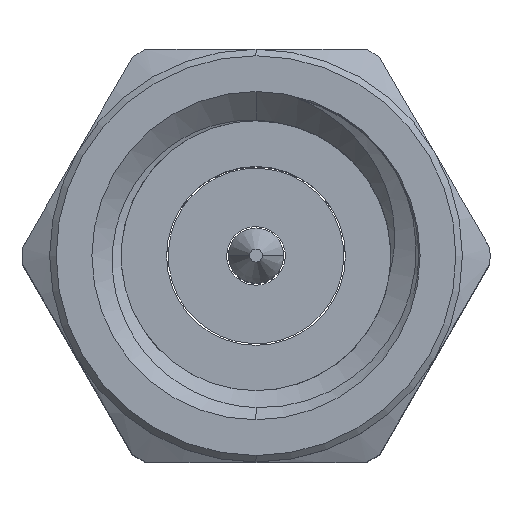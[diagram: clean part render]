
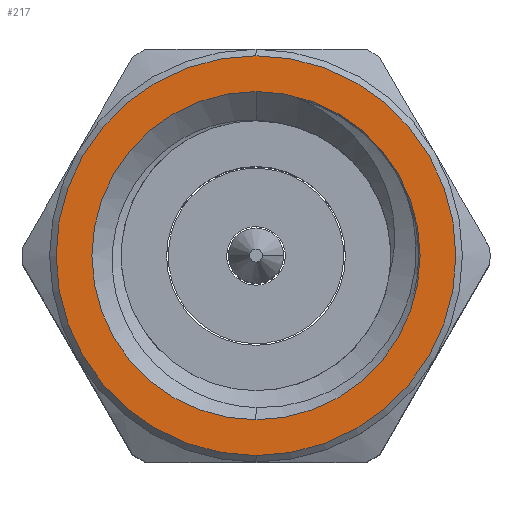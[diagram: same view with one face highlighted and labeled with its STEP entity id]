
A CAD part, top view. The second image highlights one B-rep face of the part: STEP entity #217.
In plain terms, the highlighted planar face has unit normal (0, 0, 1).
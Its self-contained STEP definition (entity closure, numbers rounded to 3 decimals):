
#11 = CARTESIAN_POINT ( 'NONE',  ( 0., -2.525, 12.38 ) ) ;
#150 = PLANE ( 'NONE',  #1705 ) ;
#176 = CARTESIAN_POINT ( 'NONE',  ( 0., 3.075, 12.38 ) ) ;
#201 = DIRECTION ( 'NONE',  ( 0., -1., 0. ) ) ;
#217 = ADVANCED_FACE ( 'NONE', ( #2600, #808 ), #150, .F. ) ;
#399 = AXIS2_PLACEMENT_3D ( 'NONE', #2779, #2359, #1697 ) ;
#405 = AXIS2_PLACEMENT_3D ( 'NONE', #449, #1322, #1480 ) ;
#449 = CARTESIAN_POINT ( 'NONE',  ( 0., 0., 12.38 ) ) ;
#634 = CARTESIAN_POINT ( 'NONE',  ( -3.6, 0., 12.38 ) ) ;
#707 = ORIENTED_EDGE ( 'NONE', *, *, #1181, .F. ) ;
#764 = CARTESIAN_POINT ( 'NONE',  ( 0., -3.075, 12.38 ) ) ;
#786 = ORIENTED_EDGE ( 'NONE', *, *, #2224, .T. ) ;
#808 = FACE_BOUND ( 'NONE', #1146, .T. ) ;
#831 = ORIENTED_EDGE ( 'NONE', *, *, #1844, .F. ) ;
#832 = ORIENTED_EDGE ( 'NONE', *, *, #1364, .T. ) ;
#846 = DIRECTION ( 'NONE',  ( 0., 0., -1. ) ) ;
#917 = VERTEX_POINT ( 'NONE', #1646 ) ;
#1080 = DIRECTION ( 'NONE',  ( 0., 1., 0. ) ) ;
#1132 = AXIS2_PLACEMENT_3D ( 'NONE', #1506, #2571, #1080 ) ;
#1146 = EDGE_LOOP ( 'NONE', ( #707, #831 ) ) ;
#1181 = EDGE_CURVE ( 'NONE', #917, #1926, #2490, .T. ) ;
#1247 = DIRECTION ( 'NONE',  ( 0., 1., 0. ) ) ;
#1310 = AXIS2_PLACEMENT_3D ( 'NONE', #2285, #2738, #1247 ) ;
#1322 = DIRECTION ( 'NONE',  ( 0., 0., 1. ) ) ;
#1364 = EDGE_CURVE ( 'NONE', #2189, #2135, #2581, .T. ) ;
#1480 = DIRECTION ( 'NONE',  ( 0., -1., 0. ) ) ;
#1506 = CARTESIAN_POINT ( 'NONE',  ( 0., 0., 12.38 ) ) ;
#1646 = CARTESIAN_POINT ( 'NONE',  ( 0., 2.525, 12.38 ) ) ;
#1697 = DIRECTION ( 'NONE',  ( 0., -1., 0. ) ) ;
#1705 = AXIS2_PLACEMENT_3D ( 'NONE', #634, #846, #201 ) ;
#1844 = EDGE_CURVE ( 'NONE', #1926, #917, #2444, .T. ) ;
#1904 = CIRCLE ( 'NONE', #405, 3.075 ) ;
#1926 = VERTEX_POINT ( 'NONE', #11 ) ;
#2135 = VERTEX_POINT ( 'NONE', #764 ) ;
#2189 = VERTEX_POINT ( 'NONE', #176 ) ;
#2224 = EDGE_CURVE ( 'NONE', #2135, #2189, #1904, .T. ) ;
#2285 = CARTESIAN_POINT ( 'NONE',  ( 0., 0., 12.38 ) ) ;
#2359 = DIRECTION ( 'NONE',  ( 0., 0., 1. ) ) ;
#2444 = CIRCLE ( 'NONE', #1132, 2.525 ) ;
#2490 = CIRCLE ( 'NONE', #1310, 2.525 ) ;
#2564 = EDGE_LOOP ( 'NONE', ( #786, #832 ) ) ;
#2571 = DIRECTION ( 'NONE',  ( 0., 0., 1. ) ) ;
#2581 = CIRCLE ( 'NONE', #399, 3.075 ) ;
#2600 = FACE_OUTER_BOUND ( 'NONE', #2564, .T. ) ;
#2738 = DIRECTION ( 'NONE',  ( 0., 0., 1. ) ) ;
#2779 = CARTESIAN_POINT ( 'NONE',  ( 0., 0., 12.38 ) ) ;
